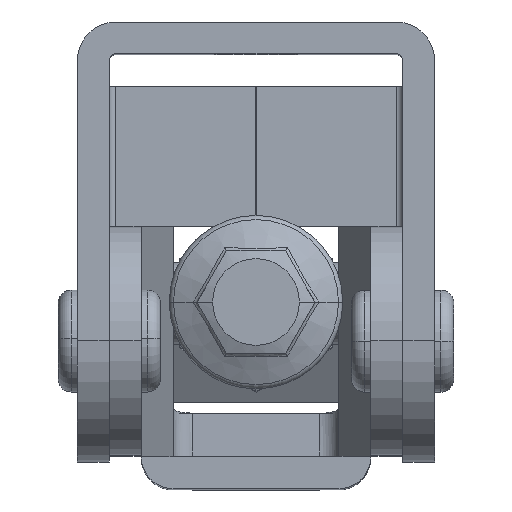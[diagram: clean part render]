
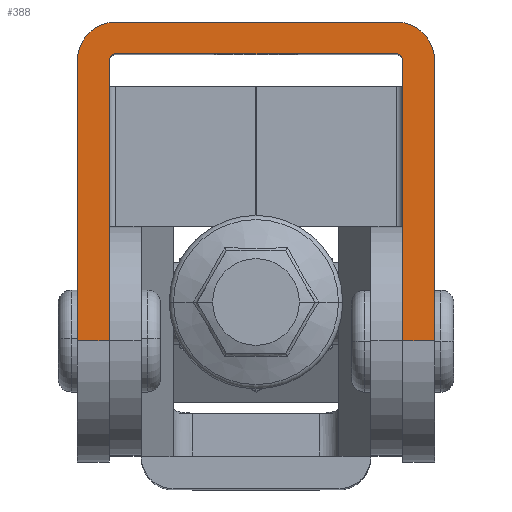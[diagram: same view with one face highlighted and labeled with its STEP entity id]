
A CAD part, top view. The second image highlights one B-rep face of the part: STEP entity #388.
In plain terms, the highlighted planar face has unit normal (0, 0, 1).
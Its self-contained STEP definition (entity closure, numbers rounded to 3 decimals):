
#388 = ADVANCED_FACE ( 'NONE', ( #21943 ), #9229, .T. ) ;
#982 = VERTEX_POINT ( 'NONE', #19944 ) ;
#2760 = ORIENTED_EDGE ( 'NONE', *, *, #20354, .F. ) ;
#2761 = ORIENTED_EDGE ( 'NONE', *, *, #20407, .T. ) ;
#2855 = ORIENTED_EDGE ( 'NONE', *, *, #20368, .T. ) ;
#2856 = ORIENTED_EDGE ( 'NONE', *, *, #20358, .T. ) ;
#2857 = ORIENTED_EDGE ( 'NONE', *, *, #20356, .T. ) ;
#6059 = CARTESIAN_POINT ( 'NONE',  ( -14., -34.5, 35. ) ) ;
#6073 = DIRECTION ( 'NONE',  ( 0., 1., 0. ) ) ;
#9223 = CARTESIAN_POINT ( 'NONE',  ( 11., -3., 35. ) ) ;
#9229 = PLANE ( 'NONE',  #11589 ) ;
#9232 = DIRECTION ( 'NONE',  ( 0., 0., 1. ) ) ;
#9233 = DIRECTION ( 'NONE',  ( 1., 0., 0. ) ) ;
#10390 = AXIS2_PLACEMENT_3D ( 'NONE', #17226, #17227, #17228 ) ;
#10393 = AXIS2_PLACEMENT_3D ( 'NONE', #17239, #17240, #17241 ) ;
#10394 = AXIS2_PLACEMENT_3D ( 'NONE', #17245, #17246, #17247 ) ;
#10397 = AXIS2_PLACEMENT_3D ( 'NONE', #17258, #17259, #17260 ) ;
#10462 = VERTEX_POINT ( 'NONE', #20776 ) ;
#10465 = VERTEX_POINT ( 'NONE', #20781 ) ;
#10705 = VERTEX_POINT ( 'NONE', #21201 ) ;
#10709 = VERTEX_POINT ( 'NONE', #21208 ) ;
#10712 = VERTEX_POINT ( 'NONE', #21213 ) ;
#10714 = VERTEX_POINT ( 'NONE', #21217 ) ;
#10717 = VERTEX_POINT ( 'NONE', #21222 ) ;
#10722 = VERTEX_POINT ( 'NONE', #21231 ) ;
#10723 = VERTEX_POINT ( 'NONE', #21232 ) ;
#11194 = EDGE_LOOP ( 'NONE', ( #2760, #2761, #2855, #2856, #2857, #13446, #13445, #13410, #13397, #13412, #13431, #13438 ) ) ;
#11589 = AXIS2_PLACEMENT_3D ( 'NONE', #9223, #9232, #9233 ) ;
#13397 = ORIENTED_EDGE ( 'NONE', *, *, #20384, .F. ) ;
#13410 = ORIENTED_EDGE ( 'NONE', *, *, #20431, .F. ) ;
#13412 = ORIENTED_EDGE ( 'NONE', *, *, #20375, .F. ) ;
#13431 = ORIENTED_EDGE ( 'NONE', *, *, #20372, .F. ) ;
#13438 = ORIENTED_EDGE ( 'NONE', *, *, #20747, .F. ) ;
#13445 = ORIENTED_EDGE ( 'NONE', *, *, #20351, .F. ) ;
#13446 = ORIENTED_EDGE ( 'NONE', *, *, #20447, .T. ) ;
#14131 = CARTESIAN_POINT ( 'NONE',  ( -14., -3., 35. ) ) ;
#14139 = CARTESIAN_POINT ( 'NONE',  ( -14., -25., 35. ) ) ;
#17218 = CARTESIAN_POINT ( 'NONE',  ( 14., -25., 35. ) ) ;
#17220 = CARTESIAN_POINT ( 'NONE',  ( 14., -25., 35. ) ) ;
#17222 = DIRECTION ( 'NONE',  ( -1., 0., 0. ) ) ;
#17223 = DIRECTION ( 'NONE',  ( -1., 0., 0. ) ) ;
#17224 = DIRECTION ( 'NONE',  ( 1., 0., 0. ) ) ;
#17225 = CARTESIAN_POINT ( 'NONE',  ( -14., -2.5, 35. ) ) ;
#17226 = CARTESIAN_POINT ( 'NONE',  ( 11., -3., 35. ) ) ;
#17227 = DIRECTION ( 'NONE',  ( 0., 0., -1. ) ) ;
#17228 = DIRECTION ( 'NONE',  ( 1., 0., 0. ) ) ;
#17239 = CARTESIAN_POINT ( 'NONE',  ( -11., -3., 35. ) ) ;
#17240 = DIRECTION ( 'NONE',  ( 0., 0., -1. ) ) ;
#17241 = DIRECTION ( 'NONE',  ( 1., 0., 0. ) ) ;
#17242 = DIRECTION ( 'NONE',  ( 1., 0., 0. ) ) ;
#17244 = CARTESIAN_POINT ( 'NONE',  ( -14., 0., 35. ) ) ;
#17245 = CARTESIAN_POINT ( 'NONE',  ( -11., -3., 35. ) ) ;
#17246 = DIRECTION ( 'NONE',  ( 0., 0., -1. ) ) ;
#17247 = DIRECTION ( 'NONE',  ( 1., 0., 0. ) ) ;
#17258 = CARTESIAN_POINT ( 'NONE',  ( 11., -3., 35. ) ) ;
#17259 = DIRECTION ( 'NONE',  ( 0., 0., -1. ) ) ;
#17260 = DIRECTION ( 'NONE',  ( 1., 0., 0. ) ) ;
#17272 = CARTESIAN_POINT ( 'NONE',  ( -11.5, -34.5, 35. ) ) ;
#17273 = DIRECTION ( 'NONE',  ( 0., 1., 0. ) ) ;
#17297 = CARTESIAN_POINT ( 'NONE',  ( 14., 0., 35. ) ) ;
#17298 = DIRECTION ( 'NONE',  ( 0., -1., 0. ) ) ;
#17310 = CARTESIAN_POINT ( 'NONE',  ( 11.5, 0., 35. ) ) ;
#17321 = DIRECTION ( 'NONE',  ( 0., -1., 0. ) ) ;
#18038 = VERTEX_POINT ( 'NONE', #14131 ) ;
#18046 = VERTEX_POINT ( 'NONE', #14139 ) ;
#18730 = LINE ( 'NONE', #17218, #18735 ) ;
#18732 = LINE ( 'NONE', #17220, #18737 ) ;
#18734 = CIRCLE ( 'NONE', #10390, 0.5 ) ;
#18735 = VECTOR ( 'NONE', #17222, 1000. ) ;
#18736 = LINE ( 'NONE', #17225, #18740 ) ;
#18737 = VECTOR ( 'NONE', #17223, 1000. ) ;
#18740 = VECTOR ( 'NONE', #17224, 1000. ) ;
#18743 = CIRCLE ( 'NONE', #10393, 0.5 ) ;
#18744 = CIRCLE ( 'NONE', #10394, 3. ) ;
#18746 = LINE ( 'NONE', #17244, #18750 ) ;
#18750 = VECTOR ( 'NONE', #17242, 1000. ) ;
#18754 = CIRCLE ( 'NONE', #10397, 3. ) ;
#18771 = LINE ( 'NONE', #17272, #18773 ) ;
#18773 = VECTOR ( 'NONE', #17273, 1000. ) ;
#18786 = LINE ( 'NONE', #17297, #18788 ) ;
#18788 = VECTOR ( 'NONE', #17298, 1000. ) ;
#18793 = LINE ( 'NONE', #17310, #18801 ) ;
#18801 = VECTOR ( 'NONE', #17321, 1000. ) ;
#18945 = LINE ( 'NONE', #6059, #18971 ) ;
#18971 = VECTOR ( 'NONE', #6073, 1000. ) ;
#19944 = CARTESIAN_POINT ( 'NONE',  ( 11., -2.5, 35. ) ) ;
#20351 = EDGE_CURVE ( 'NONE', #10714, #10462, #18730, .T. ) ;
#20354 = EDGE_CURVE ( 'NONE', #10709, #18046, #18732, .T. ) ;
#20356 = EDGE_CURVE ( 'NONE', #982, #10465, #18734, .T. ) ;
#20358 = EDGE_CURVE ( 'NONE', #10723, #982, #18736, .T. ) ;
#20368 = EDGE_CURVE ( 'NONE', #10712, #10723, #18743, .T. ) ;
#20372 = EDGE_CURVE ( 'NONE', #18038, #10717, #18744, .T. ) ;
#20375 = EDGE_CURVE ( 'NONE', #10717, #10722, #18746, .T. ) ;
#20384 = EDGE_CURVE ( 'NONE', #10722, #10705, #18754, .T. ) ;
#20407 = EDGE_CURVE ( 'NONE', #10709, #10712, #18771, .T. ) ;
#20431 = EDGE_CURVE ( 'NONE', #10705, #10714, #18786, .T. ) ;
#20447 = EDGE_CURVE ( 'NONE', #10465, #10462, #18793, .T. ) ;
#20747 = EDGE_CURVE ( 'NONE', #18046, #18038, #18945, .T. ) ;
#20776 = CARTESIAN_POINT ( 'NONE',  ( 11.5, -25., 35. ) ) ;
#20781 = CARTESIAN_POINT ( 'NONE',  ( 11.5, -3., 35. ) ) ;
#21201 = CARTESIAN_POINT ( 'NONE',  ( 14., -3., 35. ) ) ;
#21208 = CARTESIAN_POINT ( 'NONE',  ( -11.5, -25., 35. ) ) ;
#21213 = CARTESIAN_POINT ( 'NONE',  ( -11.5, -3., 35. ) ) ;
#21217 = CARTESIAN_POINT ( 'NONE',  ( 14., -25., 35. ) ) ;
#21222 = CARTESIAN_POINT ( 'NONE',  ( -11., 0., 35. ) ) ;
#21231 = CARTESIAN_POINT ( 'NONE',  ( 11., 0., 35. ) ) ;
#21232 = CARTESIAN_POINT ( 'NONE',  ( -11., -2.5, 35. ) ) ;
#21943 = FACE_OUTER_BOUND ( 'NONE', #11194, .T. ) ;
